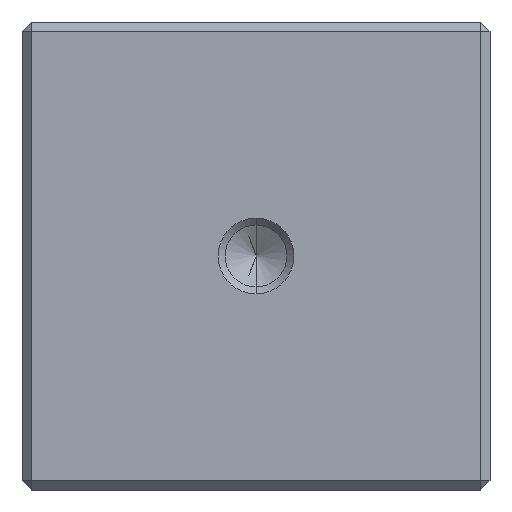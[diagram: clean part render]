
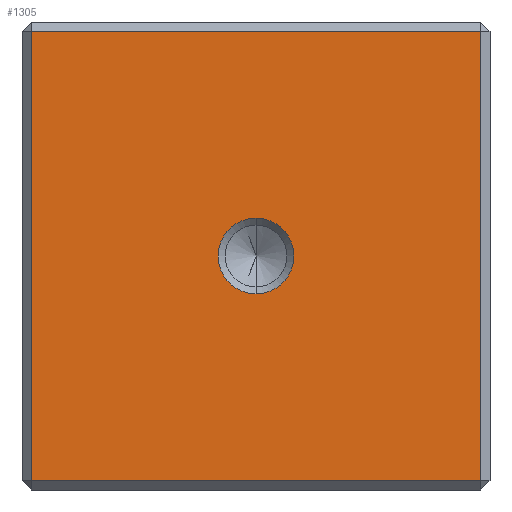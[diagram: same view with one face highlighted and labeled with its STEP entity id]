
A CAD part, front view. The second image highlights one B-rep face of the part: STEP entity #1305.
In plain terms, the highlighted planar face has unit normal (0, -1, 0).
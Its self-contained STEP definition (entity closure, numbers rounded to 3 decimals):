
#4 = CARTESIAN_POINT ( 'NONE',  ( 12., -11., -24.5 ) ) ;
#157 = VERTEX_POINT ( 'NONE', #1560 ) ;
#159 = CARTESIAN_POINT ( 'NONE',  ( 12., -11., -0.5 ) ) ;
#179 = EDGE_CURVE ( 'NONE', #1187, #1475, #902, .T. ) ;
#181 = DIRECTION ( 'NONE',  ( -1., 0., 0. ) ) ;
#189 = LINE ( 'NONE', #960, #324 ) ;
#210 = VERTEX_POINT ( 'NONE', #681 ) ;
#241 = DIRECTION ( 'NONE',  ( 0., 0., 1. ) ) ;
#248 = CARTESIAN_POINT ( 'NONE',  ( 0., -11., -12.5 ) ) ;
#265 = EDGE_LOOP ( 'NONE', ( #611, #1087, #691, #1219 ) ) ;
#288 = CIRCLE ( 'NONE', #923, 2.025 ) ;
#309 = EDGE_CURVE ( 'NONE', #157, #210, #1665, .T. ) ;
#324 = VECTOR ( 'NONE', #1490, 1000. ) ;
#388 = EDGE_CURVE ( 'NONE', #1026, #1002, #1333, .T. ) ;
#421 = LINE ( 'NONE', #1508, #1463 ) ;
#441 = AXIS2_PLACEMENT_3D ( 'NONE', #1613, #700, #1346 ) ;
#450 = EDGE_LOOP ( 'NONE', ( #709, #777 ) ) ;
#473 = PLANE ( 'NONE',  #1152 ) ;
#611 = ORIENTED_EDGE ( 'NONE', *, *, #707, .T. ) ;
#681 = CARTESIAN_POINT ( 'NONE',  ( 0., -11., -14.525 ) ) ;
#691 = ORIENTED_EDGE ( 'NONE', *, *, #692, .T. ) ;
#692 = EDGE_CURVE ( 'NONE', #1475, #1026, #421, .T. ) ;
#697 = VECTOR ( 'NONE', #241, 1000. ) ;
#700 = DIRECTION ( 'NONE',  ( 0., -1., 0. ) ) ;
#707 = EDGE_CURVE ( 'NONE', #1002, #1187, #189, .T. ) ;
#709 = ORIENTED_EDGE ( 'NONE', *, *, #1114, .F. ) ;
#777 = ORIENTED_EDGE ( 'NONE', *, *, #309, .F. ) ;
#855 = VECTOR ( 'NONE', #1706, 1000. ) ;
#890 = CARTESIAN_POINT ( 'NONE',  ( -12., -11., -0.5 ) ) ;
#902 = LINE ( 'NONE', #1432, #697 ) ;
#923 = AXIS2_PLACEMENT_3D ( 'NONE', #248, #1040, #1565 ) ;
#960 = CARTESIAN_POINT ( 'NONE',  ( 12.5, -11., -24.5 ) ) ;
#1002 = VERTEX_POINT ( 'NONE', #1289 ) ;
#1006 = CARTESIAN_POINT ( 'NONE',  ( 12.5, -11., -25. ) ) ;
#1026 = VERTEX_POINT ( 'NONE', #890 ) ;
#1040 = DIRECTION ( 'NONE',  ( 0., -1., 0. ) ) ;
#1087 = ORIENTED_EDGE ( 'NONE', *, *, #179, .T. ) ;
#1114 = EDGE_CURVE ( 'NONE', #210, #157, #288, .T. ) ;
#1152 = AXIS2_PLACEMENT_3D ( 'NONE', #1006, #1531, #1690 ) ;
#1155 = FACE_BOUND ( 'NONE', #450, .T. ) ;
#1187 = VERTEX_POINT ( 'NONE', #4 ) ;
#1219 = ORIENTED_EDGE ( 'NONE', *, *, #388, .T. ) ;
#1289 = CARTESIAN_POINT ( 'NONE',  ( -12., -11., -24.5 ) ) ;
#1305 = ADVANCED_FACE ( 'NONE', ( #1670, #1155 ), #473, .T. ) ;
#1333 = LINE ( 'NONE', #1567, #855 ) ;
#1346 = DIRECTION ( 'NONE',  ( 0., 0., -1. ) ) ;
#1432 = CARTESIAN_POINT ( 'NONE',  ( 12., -11., -25. ) ) ;
#1463 = VECTOR ( 'NONE', #181, 1000. ) ;
#1475 = VERTEX_POINT ( 'NONE', #159 ) ;
#1490 = DIRECTION ( 'NONE',  ( 1., 0., 0. ) ) ;
#1508 = CARTESIAN_POINT ( 'NONE',  ( 12.5, -11., -0.5 ) ) ;
#1531 = DIRECTION ( 'NONE',  ( 0., -1., 0. ) ) ;
#1560 = CARTESIAN_POINT ( 'NONE',  ( 0., -11., -10.475 ) ) ;
#1565 = DIRECTION ( 'NONE',  ( 0., 0., -1. ) ) ;
#1567 = CARTESIAN_POINT ( 'NONE',  ( -12., -11., -25. ) ) ;
#1613 = CARTESIAN_POINT ( 'NONE',  ( 0., -11., -12.5 ) ) ;
#1665 = CIRCLE ( 'NONE', #441, 2.025 ) ;
#1670 = FACE_OUTER_BOUND ( 'NONE', #265, .T. ) ;
#1690 = DIRECTION ( 'NONE',  ( 0., 0., -1. ) ) ;
#1706 = DIRECTION ( 'NONE',  ( 0., 0., -1. ) ) ;
